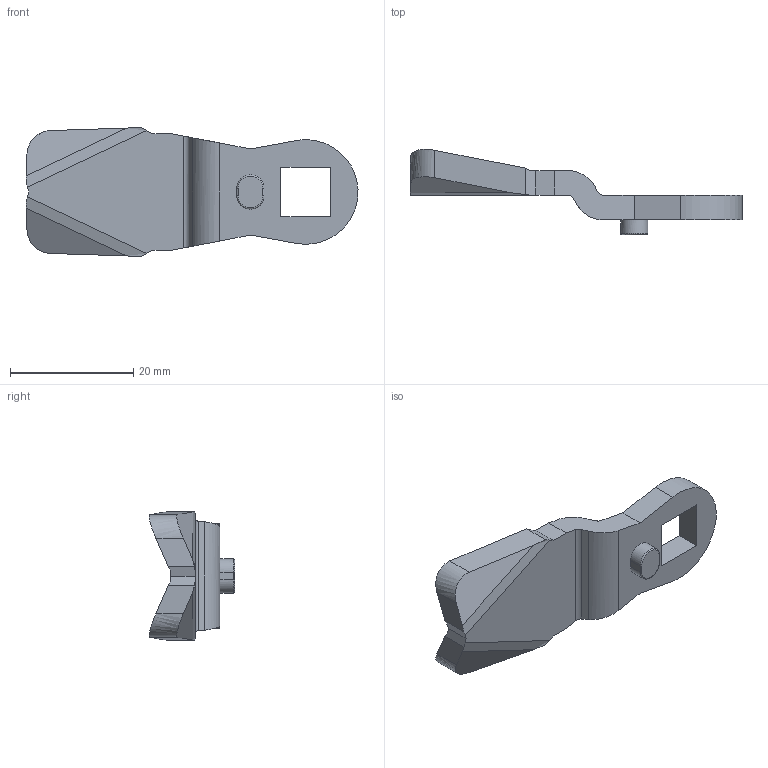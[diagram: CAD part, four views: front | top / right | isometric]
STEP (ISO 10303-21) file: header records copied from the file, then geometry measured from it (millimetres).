
FILE_DESCRIPTION((''),'2;1');
FILE_NAME('','2006-10-31T08:02:20',(''),(''),'','CADfix','');
FILE_SCHEMA(('AUTOMOTIVE_DESIGN'));
Length unit declared in the file: millimetre
Products named in the file (1): cam
Bounding box: 53.95 x 13.86 x 20.94 mm (x, y, z)
Volume: 3650.7 mm3; surface area: 2605.8 mm2
Topology: 1 solids, 1 shells, 55 faces, 145 edges, 94 vertices
Faces by surface type: bspline 55
Entity records: 1662 total; most frequent: CARTESIAN_POINT 801, ORIENTED_EDGE 290, EDGE_CURVE 145, QUASI_UNIFORM_CURVE 103, VERTEX_POINT 94, EDGE_LOOP 59, FACE_OUTER_BOUND 55, ADVANCED_FACE 55
